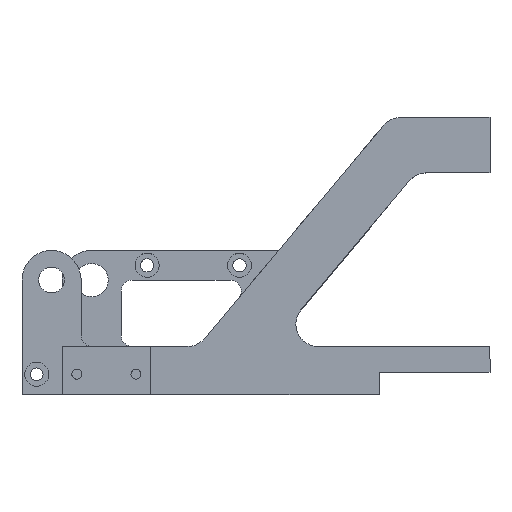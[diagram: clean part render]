
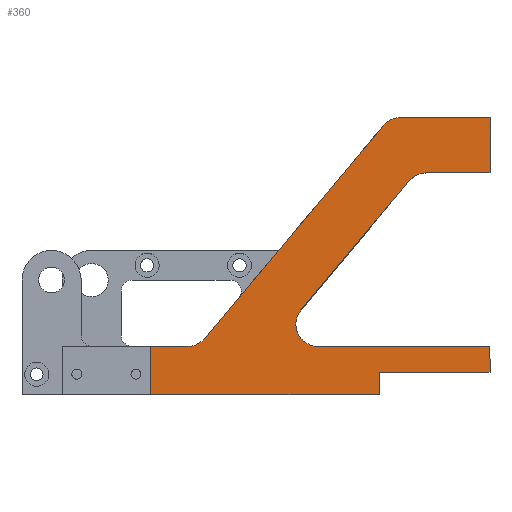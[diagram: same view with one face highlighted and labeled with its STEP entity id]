
A CAD part, top view. The second image highlights one B-rep face of the part: STEP entity #360.
In plain terms, the highlighted planar face has unit normal (0, 0, 1).
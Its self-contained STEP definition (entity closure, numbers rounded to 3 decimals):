
#7 = ORIENTED_EDGE ( 'NONE', *, *, #2687, .T. ) ;
#11 = CARTESIAN_POINT ( 'NONE',  ( 36.827, 13., 30. ) ) ;
#35 = VERTEX_POINT ( 'NONE', #758 ) ;
#44 = CIRCLE ( 'NONE', #2319, 6. ) ;
#86 = DIRECTION ( 'NONE',  ( 1., 0., 0. ) ) ;
#92 = CARTESIAN_POINT ( 'NONE',  ( 24., 0., 30. ) ) ;
#110 = EDGE_CURVE ( 'NONE', #2314, #2132, #2249, .T. ) ;
#125 = CIRCLE ( 'NONE', #621, 6. ) ;
#144 = EDGE_CURVE ( 'NONE', #286, #1147, #2506, .T. ) ;
#145 = ORIENTED_EDGE ( 'NONE', *, *, #1840, .T. ) ;
#146 = DIRECTION ( 'NONE',  ( -1., 0., 0. ) ) ;
#168 = VECTOR ( 'NONE', #2467, 1000. ) ;
#218 = FACE_OUTER_BOUND ( 'NONE', #1479, .T. ) ;
#220 = VECTOR ( 'NONE', #2799, 1000. ) ;
#259 = CARTESIAN_POINT ( 'NONE',  ( 85.846, 6., 30. ) ) ;
#277 = CARTESIAN_POINT ( 'NONE',  ( 95.846, 60., 30. ) ) ;
#282 = VECTOR ( 'NONE', #452, 1000. ) ;
#286 = VERTEX_POINT ( 'NONE', #1043 ) ;
#331 = ORIENTED_EDGE ( 'NONE', *, *, #110, .T. ) ;
#360 = ADVANCED_FACE ( 'NONE', ( #218 ), #2711, .T. ) ;
#384 = CARTESIAN_POINT ( 'NONE',  ( 85.846, 0., 30. ) ) ;
#396 = ORIENTED_EDGE ( 'NONE', *, *, #871, .F. ) ;
#400 = LINE ( 'NONE', #3108, #952 ) ;
#452 = DIRECTION ( 'NONE',  ( -1., 0., 0. ) ) ;
#462 = VECTOR ( 'NONE', #510, 1000. ) ;
#506 = ORIENTED_EDGE ( 'NONE', *, *, #144, .T. ) ;
#510 = DIRECTION ( 'NONE',  ( 1., 0., 0. ) ) ;
#512 = DIRECTION ( 'NONE',  ( 1., 0., 0. ) ) ;
#518 = CARTESIAN_POINT ( 'NONE',  ( 24., 13., 30. ) ) ;
#528 = VECTOR ( 'NONE', #832, 1000. ) ;
#550 = VERTEX_POINT ( 'NONE', #259 ) ;
#561 = CARTESIAN_POINT ( 'NONE',  ( 98.644, 60., 30. ) ) ;
#583 = ORIENTED_EDGE ( 'NONE', *, *, #1473, .T. ) ;
#604 = VECTOR ( 'NONE', #2773, 1000. ) ;
#621 = AXIS2_PLACEMENT_3D ( 'NONE', #2119, #1390, #2591 ) ;
#624 = VECTOR ( 'NONE', #2031, 1000. ) ;
#687 = VECTOR ( 'NONE', #146, 1000. ) ;
#703 = AXIS2_PLACEMENT_3D ( 'NONE', #1161, #1669, #2377 ) ;
#747 = CARTESIAN_POINT ( 'NONE',  ( 98.644, 54., 30. ) ) ;
#758 = CARTESIAN_POINT ( 'NONE',  ( 91.649, 75., 30. ) ) ;
#791 = AXIS2_PLACEMENT_3D ( 'NONE', #1090, #3000, #2762 ) ;
#799 = VERTEX_POINT ( 'NONE', #2533 ) ;
#814 = CARTESIAN_POINT ( 'NONE',  ( 34.029, 13., 30. ) ) ;
#823 = VERTEX_POINT ( 'NONE', #924 ) ;
#832 = DIRECTION ( 'NONE',  ( 0., -1., 0. ) ) ;
#839 = ORIENTED_EDGE ( 'NONE', *, *, #3082, .T. ) ;
#871 = EDGE_CURVE ( 'NONE', #2314, #550, #1902, .T. ) ;
#910 = AXIS2_PLACEMENT_3D ( 'NONE', #747, #2437, #86 ) ;
#924 = CARTESIAN_POINT ( 'NONE',  ( 94.048, 57.857, 30. ) ) ;
#925 = CARTESIAN_POINT ( 'NONE',  ( 115.846, 75., 30. ) ) ;
#952 = VECTOR ( 'NONE', #1452, 1000. ) ;
#1025 = LINE ( 'NONE', #2152, #2669 ) ;
#1043 = CARTESIAN_POINT ( 'NONE',  ( 87.053, 72.857, 30. ) ) ;
#1054 = VERTEX_POINT ( 'NONE', #384 ) ;
#1087 = CARTESIAN_POINT ( 'NONE',  ( 56.408, 13., 30. ) ) ;
#1090 = CARTESIAN_POINT ( 'NONE',  ( 91.649, 69., 30. ) ) ;
#1113 = ORIENTED_EDGE ( 'NONE', *, *, #2233, .F. ) ;
#1147 = VERTEX_POINT ( 'NONE', #2956 ) ;
#1161 = CARTESIAN_POINT ( 'NONE',  ( 8., 31., 30. ) ) ;
#1185 = VERTEX_POINT ( 'NONE', #1573 ) ;
#1214 = EDGE_CURVE ( 'NONE', #1185, #35, #1578, .T. ) ;
#1236 = CARTESIAN_POINT ( 'NONE',  ( 34.029, 19., 30. ) ) ;
#1282 = CIRCLE ( 'NONE', #791, 6. ) ;
#1290 = VECTOR ( 'NONE', #2027, 1000. ) ;
#1291 = CARTESIAN_POINT ( 'NONE',  ( 95.846, 75., 30. ) ) ;
#1335 = CARTESIAN_POINT ( 'NONE',  ( 85.846, 6., 30. ) ) ;
#1356 = EDGE_CURVE ( 'NONE', #2385, #1054, #1025, .T. ) ;
#1386 = EDGE_CURVE ( 'NONE', #823, #1456, #2236, .T. ) ;
#1390 = DIRECTION ( 'NONE',  ( 0., 0., -1. ) ) ;
#1445 = LINE ( 'NONE', #1768, #168 ) ;
#1452 = DIRECTION ( 'NONE',  ( -1., 0., 0. ) ) ;
#1456 = VERTEX_POINT ( 'NONE', #561 ) ;
#1473 = EDGE_CURVE ( 'NONE', #799, #1185, #2867, .T. ) ;
#1479 = EDGE_LOOP ( 'NONE', ( #145, #1813, #2254, #1113, #396, #331, #839, #2561, #2310, #2972, #7, #583, #2954, #2825, #506, #2130 ) ) ;
#1573 = CARTESIAN_POINT ( 'NONE',  ( 115.846, 75., 30. ) ) ;
#1578 = LINE ( 'NONE', #1291, #1290 ) ;
#1669 = DIRECTION ( 'NONE',  ( 0., 0., 1. ) ) ;
#1768 = CARTESIAN_POINT ( 'NONE',  ( 24., 31., 30. ) ) ;
#1779 = LINE ( 'NONE', #1335, #528 ) ;
#1813 = ORIENTED_EDGE ( 'NONE', *, *, #2361, .T. ) ;
#1840 = EDGE_CURVE ( 'NONE', #2502, #2009, #400, .T. ) ;
#1862 = VERTEX_POINT ( 'NONE', #2364 ) ;
#1879 = CARTESIAN_POINT ( 'NONE',  ( 115.846, 13., 30. ) ) ;
#1885 = DIRECTION ( 'NONE',  ( 0., 1., 0. ) ) ;
#1902 = LINE ( 'NONE', #2621, #687 ) ;
#1996 = LINE ( 'NONE', #1087, #604 ) ;
#2009 = VERTEX_POINT ( 'NONE', #518 ) ;
#2027 = DIRECTION ( 'NONE',  ( -1., 0., 0. ) ) ;
#2031 = DIRECTION ( 'NONE',  ( 0., 1., 0. ) ) ;
#2101 = EDGE_CURVE ( 'NONE', #1147, #2502, #44, .T. ) ;
#2119 = CARTESIAN_POINT ( 'NONE',  ( 69.275, 19., 30. ) ) ;
#2130 = ORIENTED_EDGE ( 'NONE', *, *, #2101, .T. ) ;
#2132 = VERTEX_POINT ( 'NONE', #2722 ) ;
#2152 = CARTESIAN_POINT ( 'NONE',  ( 0., 0., 30. ) ) ;
#2153 = LINE ( 'NONE', #277, #462 ) ;
#2181 = LINE ( 'NONE', #1879, #282 ) ;
#2220 = EDGE_CURVE ( 'NONE', #35, #286, #1282, .T. ) ;
#2231 = CARTESIAN_POINT ( 'NONE',  ( 64.679, 22.857, 30. ) ) ;
#2233 = EDGE_CURVE ( 'NONE', #550, #1054, #1779, .T. ) ;
#2236 = CIRCLE ( 'NONE', #910, 6. ) ;
#2249 = LINE ( 'NONE', #2721, #624 ) ;
#2254 = ORIENTED_EDGE ( 'NONE', *, *, #1356, .T. ) ;
#2310 = ORIENTED_EDGE ( 'NONE', *, *, #2809, .T. ) ;
#2314 = VERTEX_POINT ( 'NONE', #2685 ) ;
#2319 = AXIS2_PLACEMENT_3D ( 'NONE', #1236, #2444, #512 ) ;
#2361 = EDGE_CURVE ( 'NONE', #2009, #2385, #1445, .T. ) ;
#2364 = CARTESIAN_POINT ( 'NONE',  ( 69.275, 13., 30. ) ) ;
#2377 = DIRECTION ( 'NONE',  ( 1., 0., 0. ) ) ;
#2378 = VERTEX_POINT ( 'NONE', #2231 ) ;
#2385 = VERTEX_POINT ( 'NONE', #92 ) ;
#2437 = DIRECTION ( 'NONE',  ( 0., 0., -1. ) ) ;
#2444 = DIRECTION ( 'NONE',  ( 0., 0., -1. ) ) ;
#2467 = DIRECTION ( 'NONE',  ( 0., -1., 0. ) ) ;
#2502 = VERTEX_POINT ( 'NONE', #814 ) ;
#2506 = LINE ( 'NONE', #11, #220 ) ;
#2533 = CARTESIAN_POINT ( 'NONE',  ( 115.846, 60., 30. ) ) ;
#2561 = ORIENTED_EDGE ( 'NONE', *, *, #2974, .T. ) ;
#2591 = DIRECTION ( 'NONE',  ( 1., 0., 0. ) ) ;
#2621 = CARTESIAN_POINT ( 'NONE',  ( 115.846, 6., 30. ) ) ;
#2669 = VECTOR ( 'NONE', #2885, 1000. ) ;
#2685 = CARTESIAN_POINT ( 'NONE',  ( 115.846, 6., 30. ) ) ;
#2687 = EDGE_CURVE ( 'NONE', #1456, #799, #2153, .T. ) ;
#2711 = PLANE ( 'NONE',  #703 ) ;
#2721 = CARTESIAN_POINT ( 'NONE',  ( 115.846, 0., 30. ) ) ;
#2722 = CARTESIAN_POINT ( 'NONE',  ( 115.846, 13., 30. ) ) ;
#2762 = DIRECTION ( 'NONE',  ( 1., 0., 0. ) ) ;
#2773 = DIRECTION ( 'NONE',  ( 0.643, 0.766, 0. ) ) ;
#2799 = DIRECTION ( 'NONE',  ( -0.643, -0.766, 0. ) ) ;
#2809 = EDGE_CURVE ( 'NONE', #2378, #823, #1996, .T. ) ;
#2825 = ORIENTED_EDGE ( 'NONE', *, *, #2220, .T. ) ;
#2867 = LINE ( 'NONE', #925, #3085 ) ;
#2885 = DIRECTION ( 'NONE',  ( 1., 0., 0. ) ) ;
#2954 = ORIENTED_EDGE ( 'NONE', *, *, #1214, .T. ) ;
#2956 = CARTESIAN_POINT ( 'NONE',  ( 38.626, 15.143, 30. ) ) ;
#2972 = ORIENTED_EDGE ( 'NONE', *, *, #1386, .T. ) ;
#2974 = EDGE_CURVE ( 'NONE', #1862, #2378, #125, .T. ) ;
#3000 = DIRECTION ( 'NONE',  ( 0., 0., 1. ) ) ;
#3082 = EDGE_CURVE ( 'NONE', #2132, #1862, #2181, .T. ) ;
#3085 = VECTOR ( 'NONE', #1885, 1000. ) ;
#3108 = CARTESIAN_POINT ( 'NONE',  ( 36.827, 13., 30. ) ) ;
